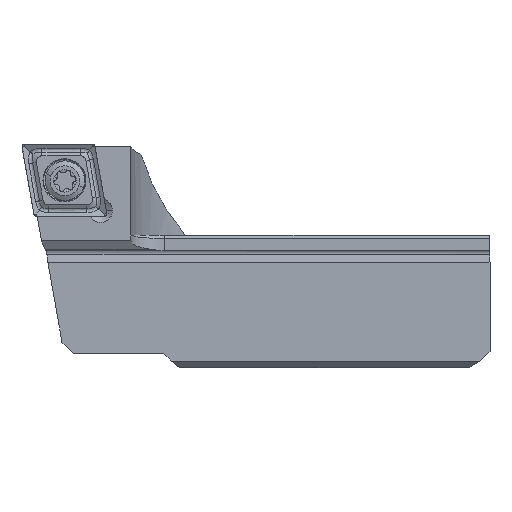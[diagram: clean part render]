
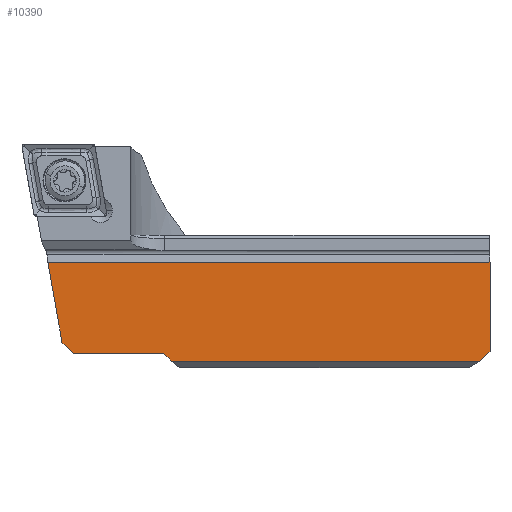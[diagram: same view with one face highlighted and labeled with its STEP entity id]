
A CAD part, top view. The second image highlights one B-rep face of the part: STEP entity #10390.
In plain terms, the highlighted planar face has unit normal (0, 0, 1).
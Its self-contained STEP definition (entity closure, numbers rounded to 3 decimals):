
#299 = VERTEX_POINT ( 'NONE', #9493 ) ;
#359 = DIRECTION ( 'NONE',  ( -0.707, 0.707, 0. ) ) ;
#936 = CARTESIAN_POINT ( 'NONE',  ( 25., -36.9, -6.05 ) ) ;
#966 = CARTESIAN_POINT ( 'NONE',  ( 83., -38.252, -6.05 ) ) ;
#1090 = FACE_OUTER_BOUND ( 'NONE', #9729, .T. ) ;
#1219 = VERTEX_POINT ( 'NONE', #9341 ) ;
#1379 = VECTOR ( 'NONE', #8485, 1000. ) ;
#1465 = CARTESIAN_POINT ( 'NONE',  ( 83., -20.8, -6.05 ) ) ;
#1532 = VERTEX_POINT ( 'NONE', #936 ) ;
#1617 = DIRECTION ( 'NONE',  ( 0., 1., 0. ) ) ;
#2106 = CARTESIAN_POINT ( 'NONE',  ( 80.713, -38.252, -6.05 ) ) ;
#2729 = VECTOR ( 'NONE', #3701, 1000. ) ;
#2742 = LINE ( 'NONE', #5202, #15342 ) ;
#3340 = CARTESIAN_POINT ( 'NONE',  ( 81.339, -37.677, -6.05 ) ) ;
#3356 = EDGE_CURVE ( 'NONE', #1532, #13049, #14878, .T. ) ;
#3701 = DIRECTION ( 'NONE',  ( 1., 0., 0. ) ) ;
#4033 = AXIS2_PLACEMENT_3D ( 'NONE', #11268, #8940, #1617 ) ;
#4176 = EDGE_CURVE ( 'NONE', #5981, #15329, #10670, .T. ) ;
#4693 = ORIENTED_EDGE ( 'NONE', *, *, #3356, .T. ) ;
#4764 = VECTOR ( 'NONE', #10451, 1000. ) ;
#4996 = LINE ( 'NONE', #13333, #1379 ) ;
#5202 = CARTESIAN_POINT ( 'NONE',  ( 6.052, -33.9, -6.05 ) ) ;
#5981 = VERTEX_POINT ( 'NONE', #8624 ) ;
#6294 = ORIENTED_EDGE ( 'NONE', *, *, #8388, .T. ) ;
#6836 = CARTESIAN_POINT ( 'NONE',  ( 4.566, -20.8, -6.05 ) ) ;
#6894 = CARTESIAN_POINT ( 'NONE',  ( 7.052, -34.9, -6.05 ) ) ;
#7046 = CARTESIAN_POINT ( 'NONE',  ( 82.585, -36.526, -6.05 ) ) ;
#7448 = VECTOR ( 'NONE', #8137, 1000. ) ;
#7618 = EDGE_CURVE ( 'NONE', #299, #10019, #2742, .T. ) ;
#7722 = PLANE ( 'NONE',  #4033 ) ;
#8137 = DIRECTION ( 'NONE',  ( -1., 0., 0. ) ) ;
#8289 = LINE ( 'NONE', #966, #14374 ) ;
#8388 = EDGE_CURVE ( 'NONE', #299, #1532, #8852, .T. ) ;
#8471 = ORIENTED_EDGE ( 'NONE', *, *, #13429, .F. ) ;
#8485 = DIRECTION ( 'NONE',  ( 0., 1., 0. ) ) ;
#8545 = CARTESIAN_POINT ( 'NONE',  ( 26.352, -38.252, -6.05 ) ) ;
#8624 = CARTESIAN_POINT ( 'NONE',  ( 82.585, -20.8, -6.05 ) ) ;
#8852 = LINE ( 'NONE', #12231, #2729 ) ;
#8877 = ORIENTED_EDGE ( 'NONE', *, *, #4176, .T. ) ;
#8940 = DIRECTION ( 'NONE',  ( 0., 0., -1. ) ) ;
#9176 = EDGE_CURVE ( 'NONE', #1219, #11966, #12531, .T. ) ;
#9205 = VECTOR ( 'NONE', #12068, 1000. ) ;
#9341 = CARTESIAN_POINT ( 'NONE',  ( 80.713, -38.252, -6.05 ) ) ;
#9345 = EDGE_CURVE ( 'NONE', #11966, #5981, #4996, .T. ) ;
#9493 = CARTESIAN_POINT ( 'NONE',  ( 9.052, -36.9, -6.05 ) ) ;
#9528 = ORIENTED_EDGE ( 'NONE', *, *, #13386, .F. ) ;
#9571 = CARTESIAN_POINT ( 'NONE',  ( 1.744, -4.798, -6.05 ) ) ;
#9615 = LINE ( 'NONE', #9571, #9205 ) ;
#9729 = EDGE_LOOP ( 'NONE', ( #8471, #10387, #6294, #4693, #9528, #14045, #12822, #8877 ) ) ;
#9971 = CARTESIAN_POINT ( 'NONE',  ( 25., -36.9, -6.05 ) ) ;
#10019 = VERTEX_POINT ( 'NONE', #6894 ) ;
#10323 = CARTESIAN_POINT ( 'NONE',  ( 82.585, -36.526, -6.05 ) ) ;
#10387 = ORIENTED_EDGE ( 'NONE', *, *, #7618, .F. ) ;
#10390 = ADVANCED_FACE ( 'NONE', ( #1090 ), #7722, .F. ) ;
#10451 = DIRECTION ( 'NONE',  ( 0.707, -0.707, 0. ) ) ;
#10670 = LINE ( 'NONE', #1465, #7448 ) ;
#10731 = DIRECTION ( 'NONE',  ( -1., 0., 0. ) ) ;
#11268 = CARTESIAN_POINT ( 'NONE',  ( 83., -39.9, -6.05 ) ) ;
#11966 = VERTEX_POINT ( 'NONE', #10323 ) ;
#12068 = DIRECTION ( 'NONE',  ( -0.174, 0.985, 0. ) ) ;
#12231 = CARTESIAN_POINT ( 'NONE',  ( 7.405, -36.9, -6.05 ) ) ;
#12531 = B_SPLINE_CURVE_WITH_KNOTS ( 'NONE', 3,
 ( #2106, #3340, #14321, #7046 ),
 .UNSPECIFIED., .F., .F.,
 ( 4, 4 ),
 ( 0.488, 1. ),
 .UNSPECIFIED. ) ;
#12822 = ORIENTED_EDGE ( 'NONE', *, *, #9345, .T. ) ;
#13049 = VERTEX_POINT ( 'NONE', #8545 ) ;
#13333 = CARTESIAN_POINT ( 'NONE',  ( 82.585, -39.9, -6.05 ) ) ;
#13386 = EDGE_CURVE ( 'NONE', #1219, #13049, #8289, .T. ) ;
#13429 = EDGE_CURVE ( 'NONE', #10019, #15329, #9615, .T. ) ;
#14045 = ORIENTED_EDGE ( 'NONE', *, *, #9176, .T. ) ;
#14321 = CARTESIAN_POINT ( 'NONE',  ( 81.964, -37.102, -6.05 ) ) ;
#14374 = VECTOR ( 'NONE', #10731, 1000. ) ;
#14878 = LINE ( 'NONE', #9971, #4764 ) ;
#15329 = VERTEX_POINT ( 'NONE', #6836 ) ;
#15342 = VECTOR ( 'NONE', #359, 1000. ) ;
